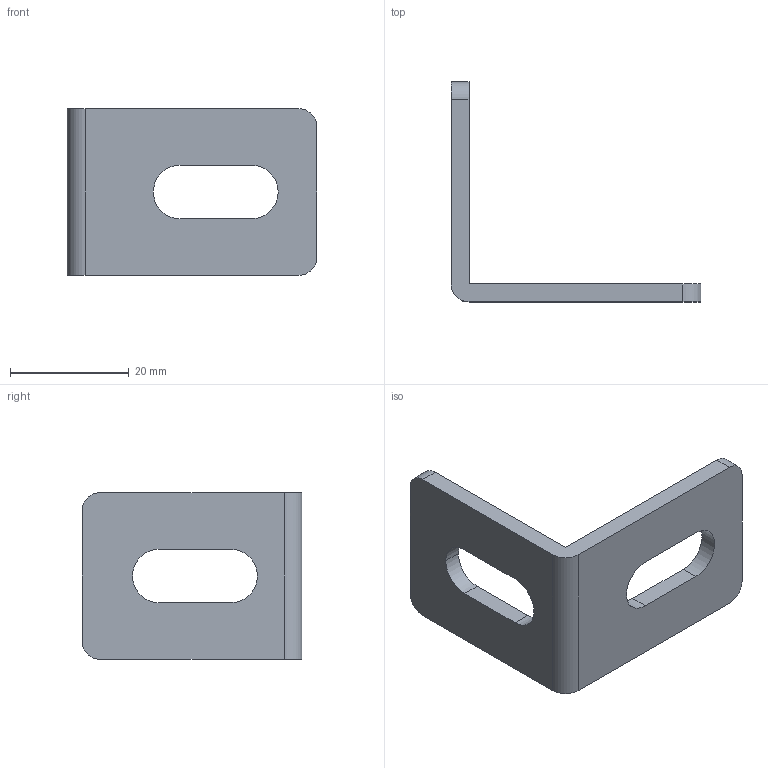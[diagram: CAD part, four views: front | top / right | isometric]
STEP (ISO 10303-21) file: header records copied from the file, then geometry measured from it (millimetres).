
FILE_DESCRIPTION (( 'STEP AP203' ), '1' );
FILE_NAME ('416537861_c_1.STEP', '2022-09-30T01:28:20', ( '' ), ( '' ), 'SwSTEP 2.0', 'SolidWorks 2014', '' );
FILE_SCHEMA (( 'CONFIG_CONTROL_DESIGN' ));
Length unit declared in the file: millimetre
Products named in the file (2): 537861; 416537861_c_1
Assembly tree (1 placements, depth 2):
  416537861_c_1
    537861
Bounding box: 42 x 37 x 28 mm (x, y, z)
Volume: 5277 mm3; surface area: 4436.4 mm2
Topology: 1 solids, 1 shells, 22 faces, 60 edges, 40 vertices
Faces by surface type: plane 12, cylinder 10
Entity records: 908 total; most frequent: DIRECTION 132, CARTESIAN_POINT 126, ORIENTED_EDGE 120, EDGE_CURVE 60, AXIS2_PLACEMENT_3D 46, LINE 40, VERTEX_POINT 40, VECTOR 40
